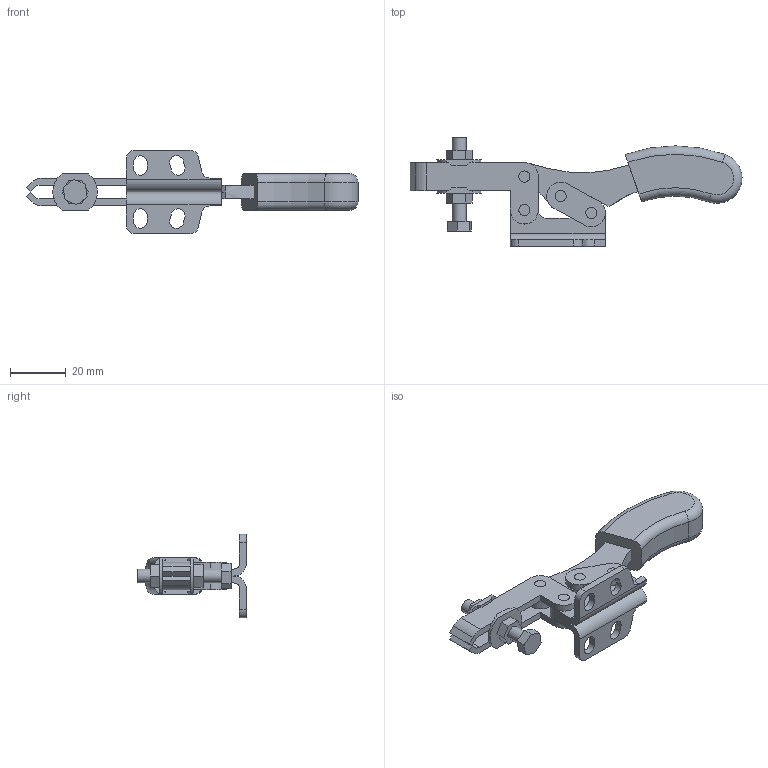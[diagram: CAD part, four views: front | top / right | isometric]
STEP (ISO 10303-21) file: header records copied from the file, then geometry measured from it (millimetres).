
FILE_DESCRIPTION(/* description */ (''),/* implementation_level */ '2;1');
FILE_NAME(/* name */ 'MH2UB-BL.stp',/* time_stamp */ '2019-10-11T14:01:25+01:00',/* author */ ('Carl'),/* organization */ (''),/* preprocessor_version */ 'ST-DEVELOPER v17',/* originating_system */ 'Autodesk Inventor 2018',/* authorisation */ '');
FILE_SCHEMA (('AUTOMOTIVE_DESIGN { 1 0 10303 214 3 1 1 }'));
Length unit declared in the file: millimetre
Products named in the file (8): MH2UB-BL; MH2UB-BL_1; MH2UB-BL_1_1; MH2UB-BL_2; MH2UB-BL_3; MH2UB-BL_4; MH2UB-BL_5; MH2UB-BL_6
Assembly tree (7 placements, depth 2):
  MH2UB-BL
    MH2UB-BL_1
    MH2UB-BL_1_1
    MH2UB-BL_2
    MH2UB-BL_3
    MH2UB-BL_4
    MH2UB-BL_5
    MH2UB-BL_6
Bounding box: 119 x 38.97 x 30 mm (x, y, z)
Volume: 19574.2 mm3; surface area: 13051.8 mm2
Topology: 7 solids, 7 shells, 188 faces, 486 edges, 326 vertices
Faces by surface type: plane 124, cylinder 58, torus 6
Full cylindrical faces by diameter (mm): 4 x8, 5 x3
Entity records: 6158 total; most frequent: DIRECTION 1038, CARTESIAN_POINT 1015, ORIENTED_EDGE 972, EDGE_CURVE 486, AXIS2_PLACEMENT_3D 349, LINE 340, VECTOR 340, VERTEX_POINT 326
